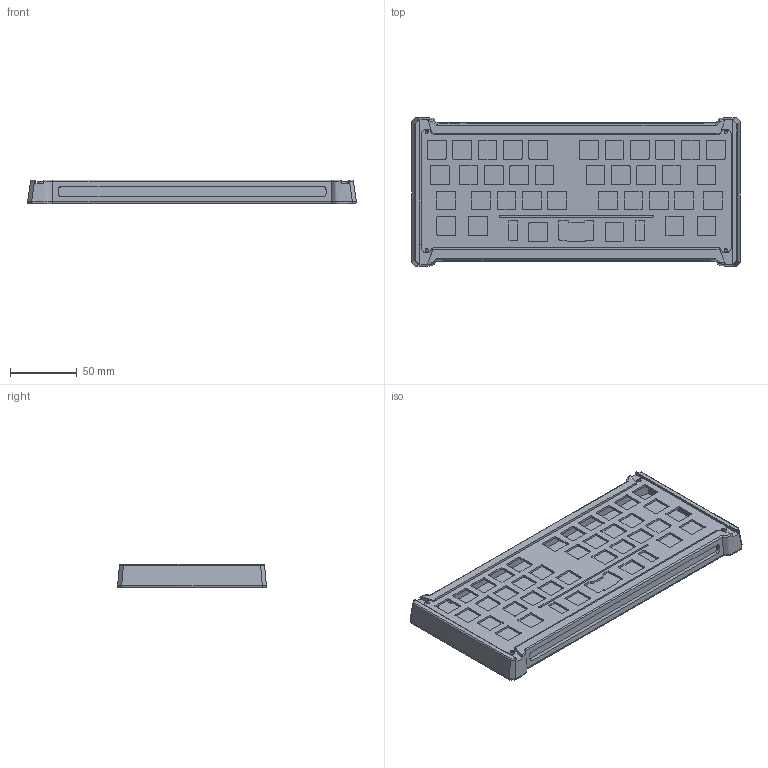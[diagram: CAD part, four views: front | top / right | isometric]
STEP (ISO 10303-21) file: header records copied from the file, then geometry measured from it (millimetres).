
FILE_DESCRIPTION(/* description */ (''),/* implementation_level */ '2;1');
FILE_NAME(/* name */ 'Relic Fortezza v2.step',/* time_stamp */ '2022-01-12T14:46:20-08:00',/* author */ (''),/* organization */ (''),/* preprocessor_version */ 'ST-DEVELOPER v18.1',/* originating_system */ 'Autodesk Translation Framework v10.10.0.1391',/* authorisation */ '');
FILE_SCHEMA (('AUTOMOTIVE_DESIGN { 1 0 10303 214 3 1 1 }'));
Length unit declared in the file: millimetre
Products named in the file (2): Relic Fortezza v2; Component1
Assembly tree (1 placements, depth 2):
  Relic Fortezza v2
    Component1
Bounding box: 246.87 x 111.69 x 18 mm (x, y, z)
Volume: 165742.1 mm3; surface area: 103543.9 mm2
Topology: 2 solids, 2 shells, 499 faces, 1461 edges, 972 vertices
Faces by surface type: plane 220, cylinder 215, bspline 60, torus 4
Full cylindrical faces by diameter (mm): 2.4 x4
Entity records: 19740 total; most frequent: CARTESIAN_POINT 6374, ORIENTED_EDGE 2922, DIRECTION 2577, EDGE_CURVE 1461, VERTEX_POINT 972, AXIS2_PLACEMENT_3D 864, LINE 849, VECTOR 849
